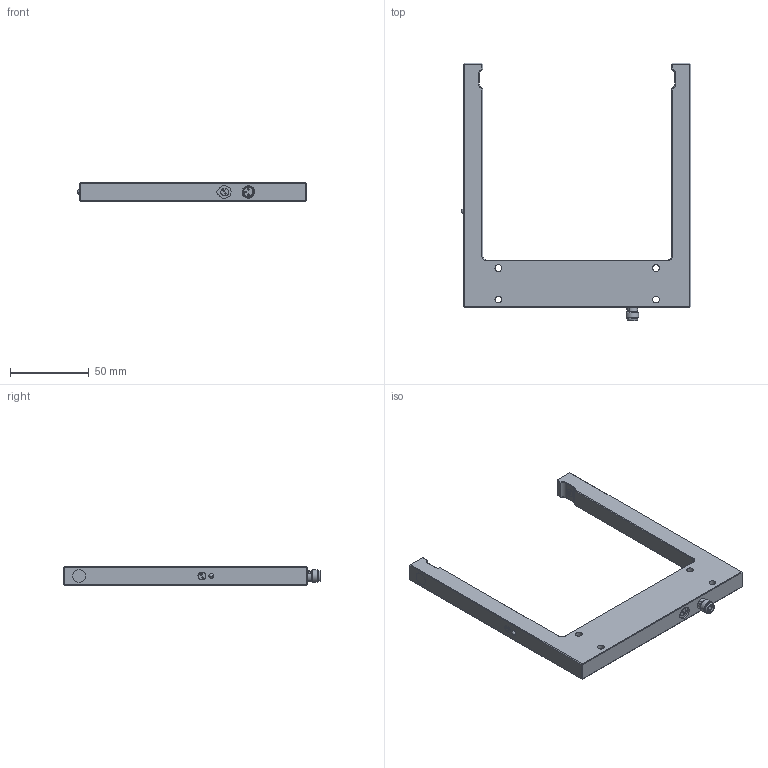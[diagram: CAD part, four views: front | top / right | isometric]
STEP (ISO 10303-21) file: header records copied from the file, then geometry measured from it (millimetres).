
FILE_DESCRIPTION(/* description */ ('DISO X xxx'),/* implementation_level */ '2;1');
FILE_NAME(/* name */ 'OGU 121-125-VP3K-TSSL.stp',/* time_stamp */ '2015-07-22T10:08:51+02:00',/* author */ ('lck'),/* organization */ (''),/* preprocessor_version */ 'ST-DEVELOPER v15.6',/* originating_system */ 'Autodesk Inventor 2015',/* authorisation */ '');
FILE_SCHEMA (('AUTOMOTIVE_DESIGN { 1 0 10303 214 3 1 1 }'));
Length unit declared in the file: millimetre
Products named in the file (1): Bauteil107
Bounding box: 145.47 x 163.4 x 12 mm (x, y, z)
Volume: 86528.8 mm3; surface area: 25629.6 mm2
Topology: 1 solids, 6 shells, 221 faces, 466 edges, 284 vertices
Faces by surface type: plane 124, cylinder 76, cone 16, sphere 5
Full cylindrical faces by diameter (mm): 1 x3, 2 x4, 3.1 x1, 4.3 x4, 5 x4, 5.7 x1, 5.8 x2, 6.4 x1, 6.6 x2, 6.7 x3, 6.9 x1, 7.2 x1, 8 x1, 8.08 x2, 8.1 x2
Entity records: 6013 total; most frequent: CARTESIAN_POINT 1193, DIRECTION 956, ORIENTED_EDGE 816, EDGE_CURVE 408, AXIS2_PLACEMENT_3D 367, EDGE_LOOP 302, VERTEX_POINT 266, LINE 222
